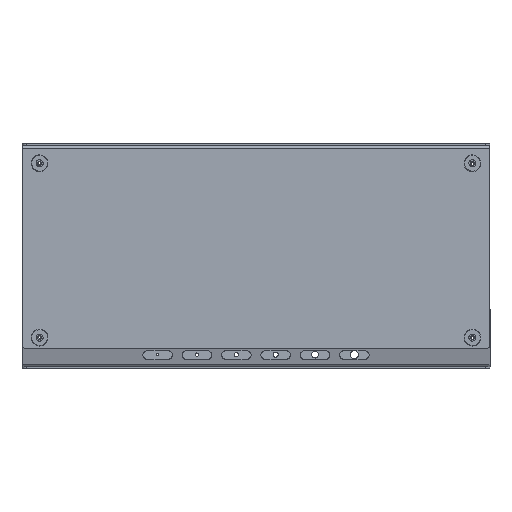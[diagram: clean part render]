
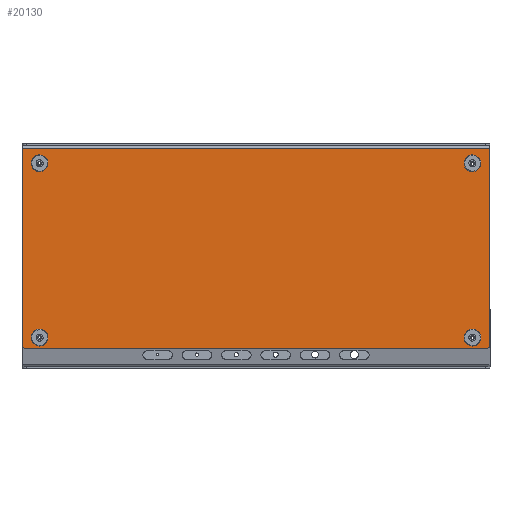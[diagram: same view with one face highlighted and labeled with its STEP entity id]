
A CAD part, top view. The second image highlights one B-rep face of the part: STEP entity #20130.
In plain terms, the highlighted planar face has unit normal (0, 0, 1).
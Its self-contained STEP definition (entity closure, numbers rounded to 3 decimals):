
#375 = DIRECTION ( 'NONE',  ( 0., 1., 0. ) ) ;
#1156 = CARTESIAN_POINT ( 'NONE',  ( 154., 59.6, 0. ) ) ;
#2098 = DIRECTION ( 'NONE',  ( 1., 0., 0. ) ) ;
#2627 = EDGE_CURVE ( 'NONE', #9419, #22266, #9219, .T. ) ;
#2834 = LINE ( 'NONE', #32878, #35697 ) ;
#2968 = VECTOR ( 'NONE', #19895, 1000. ) ;
#4304 = CARTESIAN_POINT ( 'NONE',  ( 163.5, -69.4, 0. ) ) ;
#4318 = CARTESIAN_POINT ( 'NONE',  ( -166.5, -69.4, 0. ) ) ;
#4839 = AXIS2_PLACEMENT_3D ( 'NONE', #21319, #49620, #50356 ) ;
#5108 = FACE_BOUND ( 'NONE', #15679, .T. ) ;
#6335 = PLANE ( 'NONE',  #34081 ) ;
#7025 = VERTEX_POINT ( 'NONE', #44211 ) ;
#7675 = FACE_BOUND ( 'NONE', #33091, .T. ) ;
#8421 = DIRECTION ( 'NONE',  ( 1., 0., 0. ) ) ;
#8685 = DIRECTION ( 'NONE',  ( -1., 0., 0. ) ) ;
#9153 = CARTESIAN_POINT ( 'NONE',  ( -152.25, -64.4, 0. ) ) ;
#9219 = LINE ( 'NONE', #14140, #21202 ) ;
#9419 = VERTEX_POINT ( 'NONE', #41776 ) ;
#9543 = VERTEX_POINT ( 'NONE', #31853 ) ;
#10064 = VERTEX_POINT ( 'NONE', #26679 ) ;
#10293 = ORIENTED_EDGE ( 'NONE', *, *, #14046, .T. ) ;
#11121 = CIRCLE ( 'NONE', #38163, 3. ) ;
#11239 = ORIENTED_EDGE ( 'NONE', *, *, #25854, .F. ) ;
#11567 = ORIENTED_EDGE ( 'NONE', *, *, #37941, .F. ) ;
#12045 = DIRECTION ( 'NONE',  ( 0., 0., 1. ) ) ;
#12226 = CARTESIAN_POINT ( 'NONE',  ( -154., 59.6, 0. ) ) ;
#12375 = CARTESIAN_POINT ( 'NONE',  ( -154., -64.4, 0. ) ) ;
#13115 = LINE ( 'NONE', #24885, #13734 ) ;
#13203 = VERTEX_POINT ( 'NONE', #9153 ) ;
#13243 = AXIS2_PLACEMENT_3D ( 'NONE', #1156, #37542, #13368 ) ;
#13368 = DIRECTION ( 'NONE',  ( 1., 0., 0. ) ) ;
#13734 = VECTOR ( 'NONE', #375, 1000. ) ;
#13963 = VERTEX_POINT ( 'NONE', #27594 ) ;
#14046 = EDGE_CURVE ( 'NONE', #7025, #25780, #13115, .T. ) ;
#14140 = CARTESIAN_POINT ( 'NONE',  ( -166.5, -72.4, 0. ) ) ;
#15199 = CARTESIAN_POINT ( 'NONE',  ( 0., 0., 0. ) ) ;
#15541 = AXIS2_PLACEMENT_3D ( 'NONE', #4304, #24299, #8421 ) ;
#15679 = EDGE_LOOP ( 'NONE', ( #11239 ) ) ;
#16263 = DIRECTION ( 'NONE',  ( 1., 0., 0. ) ) ;
#16374 = AXIS2_PLACEMENT_3D ( 'NONE', #12226, #40514, #16263 ) ;
#18522 = CARTESIAN_POINT ( 'NONE',  ( -163.5, -69.4, 0. ) ) ;
#19895 = DIRECTION ( 'NONE',  ( 0., -1., 0. ) ) ;
#20130 = ADVANCED_FACE ( 'NONE', ( #37339, #5108, #46890, #7675, #32318 ), #6335, .T. ) ;
#21202 = VECTOR ( 'NONE', #2098, 1000. ) ;
#21319 = CARTESIAN_POINT ( 'NONE',  ( 154., -64.4, 0. ) ) ;
#22077 = CARTESIAN_POINT ( 'NONE',  ( 163.5, -72.4, 0. ) ) ;
#22208 = EDGE_CURVE ( 'NONE', #25780, #40831, #2834, .T. ) ;
#22266 = VERTEX_POINT ( 'NONE', #22077 ) ;
#22347 = ORIENTED_EDGE ( 'NONE', *, *, #2627, .T. ) ;
#23894 = AXIS2_PLACEMENT_3D ( 'NONE', #12375, #12045, #35885 ) ;
#24299 = DIRECTION ( 'NONE',  ( 0., 0., 1. ) ) ;
#24885 = CARTESIAN_POINT ( 'NONE',  ( 166.5, 72.4, 0. ) ) ;
#25644 = ORIENTED_EDGE ( 'NONE', *, *, #34922, .T. ) ;
#25780 = VERTEX_POINT ( 'NONE', #37223 ) ;
#25854 = EDGE_CURVE ( 'NONE', #13963, #13963, #26750, .T. ) ;
#26367 = LINE ( 'NONE', #28052, #2968 ) ;
#26679 = CARTESIAN_POINT ( 'NONE',  ( 155.75, 59.6, 0. ) ) ;
#26739 = EDGE_CURVE ( 'NONE', #9543, #9543, #41141, .T. ) ;
#26750 = CIRCLE ( 'NONE', #4839, 1.75 ) ;
#27525 = ORIENTED_EDGE ( 'NONE', *, *, #49308, .F. ) ;
#27594 = CARTESIAN_POINT ( 'NONE',  ( 155.75, -64.4, 0. ) ) ;
#28052 = CARTESIAN_POINT ( 'NONE',  ( -166.5, 72.4, 0. ) ) ;
#28987 = CIRCLE ( 'NONE', #23894, 1.75 ) ;
#29017 = ORIENTED_EDGE ( 'NONE', *, *, #26739, .F. ) ;
#30414 = ORIENTED_EDGE ( 'NONE', *, *, #49937, .T. ) ;
#30864 = VERTEX_POINT ( 'NONE', #4318 ) ;
#31853 = CARTESIAN_POINT ( 'NONE',  ( -152.25, 59.6, 0. ) ) ;
#32318 = FACE_OUTER_BOUND ( 'NONE', #49680, .T. ) ;
#32878 = CARTESIAN_POINT ( 'NONE',  ( 166.5, 70.1, 0. ) ) ;
#33091 = EDGE_LOOP ( 'NONE', ( #29017 ) ) ;
#34081 = AXIS2_PLACEMENT_3D ( 'NONE', #15199, #41885, #39863 ) ;
#34922 = EDGE_CURVE ( 'NONE', #30864, #9419, #11121, .T. ) ;
#35279 = DIRECTION ( 'NONE',  ( 0., 0., 1. ) ) ;
#35697 = VECTOR ( 'NONE', #8685, 1000. ) ;
#35885 = DIRECTION ( 'NONE',  ( 1., 0., 0. ) ) ;
#37069 = CIRCLE ( 'NONE', #15541, 3. ) ;
#37223 = CARTESIAN_POINT ( 'NONE',  ( 166.5, 70.1, 0. ) ) ;
#37339 = FACE_BOUND ( 'NONE', #47342, .T. ) ;
#37496 = CARTESIAN_POINT ( 'NONE',  ( -166.5, 70.1, 0. ) ) ;
#37542 = DIRECTION ( 'NONE',  ( 0., 0., 1. ) ) ;
#37941 = EDGE_CURVE ( 'NONE', #10064, #10064, #43379, .T. ) ;
#38163 = AXIS2_PLACEMENT_3D ( 'NONE', #18522, #35279, #39195 ) ;
#39195 = DIRECTION ( 'NONE',  ( 1., 0., 0. ) ) ;
#39863 = DIRECTION ( 'NONE',  ( 1., 0., 0. ) ) ;
#40514 = DIRECTION ( 'NONE',  ( 0., 0., 1. ) ) ;
#40831 = VERTEX_POINT ( 'NONE', #37496 ) ;
#41141 = CIRCLE ( 'NONE', #16374, 1.75 ) ;
#41776 = CARTESIAN_POINT ( 'NONE',  ( -163.5, -72.4, 0. ) ) ;
#41885 = DIRECTION ( 'NONE',  ( 0., 0., 1. ) ) ;
#42146 = EDGE_LOOP ( 'NONE', ( #27525 ) ) ;
#43379 = CIRCLE ( 'NONE', #13243, 1.75 ) ;
#44211 = CARTESIAN_POINT ( 'NONE',  ( 166.5, -69.4, 0. ) ) ;
#45985 = ORIENTED_EDGE ( 'NONE', *, *, #51372, .T. ) ;
#46890 = FACE_BOUND ( 'NONE', #42146, .T. ) ;
#47342 = EDGE_LOOP ( 'NONE', ( #11567 ) ) ;
#49016 = ORIENTED_EDGE ( 'NONE', *, *, #22208, .T. ) ;
#49308 = EDGE_CURVE ( 'NONE', #13203, #13203, #28987, .T. ) ;
#49620 = DIRECTION ( 'NONE',  ( 0., 0., 1. ) ) ;
#49680 = EDGE_LOOP ( 'NONE', ( #22347, #45985, #10293, #49016, #30414, #25644 ) ) ;
#49937 = EDGE_CURVE ( 'NONE', #40831, #30864, #26367, .T. ) ;
#50356 = DIRECTION ( 'NONE',  ( 1., 0., 0. ) ) ;
#51372 = EDGE_CURVE ( 'NONE', #22266, #7025, #37069, .T. ) ;
